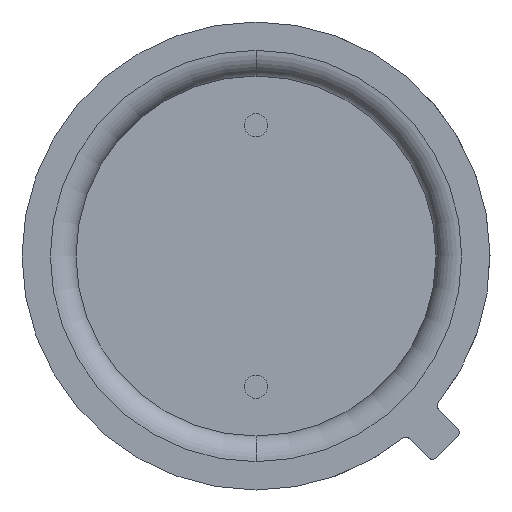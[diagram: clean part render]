
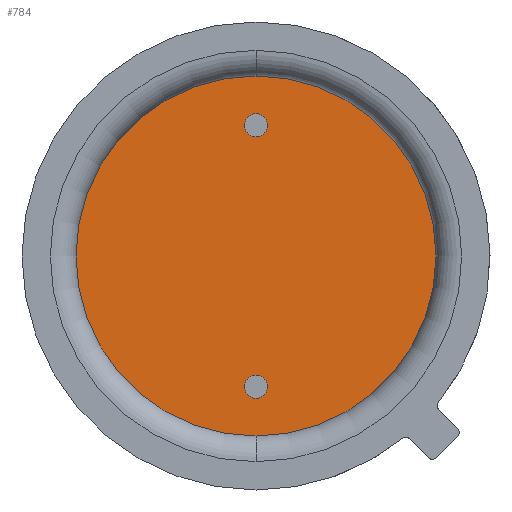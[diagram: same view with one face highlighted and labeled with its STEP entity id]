
A CAD part, front view. The second image highlights one B-rep face of the part: STEP entity #784.
In plain terms, the highlighted face is planar.
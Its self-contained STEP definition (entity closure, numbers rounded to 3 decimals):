
#2 = DIRECTION ( 'NONE',  ( 1., 0., 0. ) ) ;
#37 = CARTESIAN_POINT ( 'NONE',  ( -2.765, 0., 1.1 ) ) ;
#42 = VERTEX_POINT ( 'NONE', #37 ) ;
#44 = ORIENTED_EDGE ( 'NONE', *, *, #1056, .F. ) ;
#89 = EDGE_CURVE ( 'NONE', #1599, #1270, #1931, .T. ) ;
#110 = AXIS2_PLACEMENT_3D ( 'NONE', #839, #1533, #663 ) ;
#135 = DIRECTION ( 'NONE',  ( 0., 0., 1. ) ) ;
#190 = CARTESIAN_POINT ( 'NONE',  ( 3.5, 0., 1.1 ) ) ;
#203 = CIRCLE ( 'NONE', #1156, 0.225 ) ;
#253 = CARTESIAN_POINT ( 'NONE',  ( -3.5, 0., 1.1 ) ) ;
#346 = ORIENTED_EDGE ( 'NONE', *, *, #2131, .T. ) ;
#350 = CIRCLE ( 'NONE', #688, 3.5 ) ;
#423 = DIRECTION ( 'NONE',  ( 1., 0., 0. ) ) ;
#429 = CIRCLE ( 'NONE', #1821, 0.225 ) ;
#445 = CARTESIAN_POINT ( 'NONE',  ( 0., 0., 1.1 ) ) ;
#477 = CARTESIAN_POINT ( 'NONE',  ( 2.54, 0., 1.1 ) ) ;
#495 = CARTESIAN_POINT ( 'NONE',  ( -2.54, 0., 1.1 ) ) ;
#498 = AXIS2_PLACEMENT_3D ( 'NONE', #445, #1131, #423 ) ;
#521 = CARTESIAN_POINT ( 'NONE',  ( 2.54, 0., 1.1 ) ) ;
#542 = EDGE_CURVE ( 'NONE', #42, #1944, #1359, .T. ) ;
#550 = ORIENTED_EDGE ( 'NONE', *, *, #611, .T. ) ;
#551 = AXIS2_PLACEMENT_3D ( 'NONE', #1696, #1166, #1858 ) ;
#555 = CARTESIAN_POINT ( 'NONE',  ( 2.765, 0., 1.1 ) ) ;
#586 = CARTESIAN_POINT ( 'NONE',  ( 0., 0., 1.1 ) ) ;
#611 = EDGE_CURVE ( 'NONE', #1692, #1469, #1466, .T. ) ;
#663 = DIRECTION ( 'NONE',  ( 1., 0., 0. ) ) ;
#688 = AXIS2_PLACEMENT_3D ( 'NONE', #586, #1479, #1972 ) ;
#784 = ADVANCED_FACE ( 'NONE', ( #1301, #1465, #1990 ), #2148, .T. ) ;
#839 = CARTESIAN_POINT ( 'NONE',  ( 0., 0., 1.1 ) ) ;
#844 = DIRECTION ( 'NONE',  ( 0., 0., 1. ) ) ;
#1012 = ORIENTED_EDGE ( 'NONE', *, *, #1219, .F. ) ;
#1035 = AXIS2_PLACEMENT_3D ( 'NONE', #521, #1932, #2 ) ;
#1056 = EDGE_CURVE ( 'NONE', #1944, #42, #203, .T. ) ;
#1106 = CARTESIAN_POINT ( 'NONE',  ( -2.315, 0., 1.1 ) ) ;
#1131 = DIRECTION ( 'NONE',  ( 0., 0., 1. ) ) ;
#1156 = AXIS2_PLACEMENT_3D ( 'NONE', #495, #844, #1541 ) ;
#1166 = DIRECTION ( 'NONE',  ( 0., 0., 1. ) ) ;
#1219 = EDGE_CURVE ( 'NONE', #1270, #1599, #429, .T. ) ;
#1270 = VERTEX_POINT ( 'NONE', #1411 ) ;
#1301 = FACE_BOUND ( 'NONE', #1941, .T. ) ;
#1349 = EDGE_LOOP ( 'NONE', ( #1656, #1012 ) ) ;
#1359 = CIRCLE ( 'NONE', #551, 0.225 ) ;
#1411 = CARTESIAN_POINT ( 'NONE',  ( 2.315, 0., 1.1 ) ) ;
#1465 = FACE_BOUND ( 'NONE', #1349, .T. ) ;
#1466 = CIRCLE ( 'NONE', #110, 3.5 ) ;
#1469 = VERTEX_POINT ( 'NONE', #253 ) ;
#1479 = DIRECTION ( 'NONE',  ( 0., 0., 1. ) ) ;
#1533 = DIRECTION ( 'NONE',  ( 0., 0., 1. ) ) ;
#1541 = DIRECTION ( 'NONE',  ( -1., 0., 0. ) ) ;
#1599 = VERTEX_POINT ( 'NONE', #555 ) ;
#1656 = ORIENTED_EDGE ( 'NONE', *, *, #89, .F. ) ;
#1692 = VERTEX_POINT ( 'NONE', #190 ) ;
#1696 = CARTESIAN_POINT ( 'NONE',  ( -2.54, 0., 1.1 ) ) ;
#1821 = AXIS2_PLACEMENT_3D ( 'NONE', #477, #135, #2061 ) ;
#1858 = DIRECTION ( 'NONE',  ( -1., 0., 0. ) ) ;
#1878 = ORIENTED_EDGE ( 'NONE', *, *, #542, .F. ) ;
#1931 = CIRCLE ( 'NONE', #1035, 0.225 ) ;
#1932 = DIRECTION ( 'NONE',  ( 0., 0., 1. ) ) ;
#1941 = EDGE_LOOP ( 'NONE', ( #44, #1878 ) ) ;
#1944 = VERTEX_POINT ( 'NONE', #1106 ) ;
#1972 = DIRECTION ( 'NONE',  ( 1., 0., 0. ) ) ;
#1990 = FACE_OUTER_BOUND ( 'NONE', #2033, .T. ) ;
#2033 = EDGE_LOOP ( 'NONE', ( #346, #550 ) ) ;
#2061 = DIRECTION ( 'NONE',  ( 1., 0., 0. ) ) ;
#2131 = EDGE_CURVE ( 'NONE', #1469, #1692, #350, .T. ) ;
#2148 = PLANE ( 'NONE',  #498 ) ;
